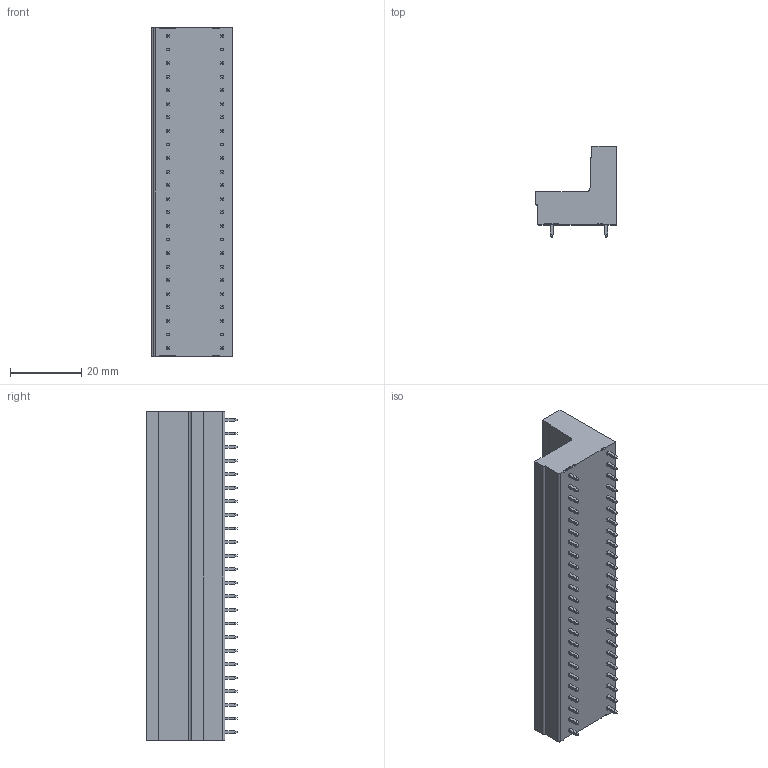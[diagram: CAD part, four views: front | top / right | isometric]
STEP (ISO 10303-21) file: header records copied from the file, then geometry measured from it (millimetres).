
FILE_DESCRIPTION((''),'2;1');
FILE_NAME('TLPHDC-105V-1','2024-09-19T16:16:40',('sheji109'),(''),'CREO PARAMETRIC BY PTC INC, 2018100','CREO PARAMETRIC BY PTC INC, 2018100','');
FILE_SCHEMA(('CONFIG_CONTROL_DESIGN'));
Products named in the file (1): TLPHDC-105V-1
Bounding box: 22.7 x 25.4 x 92.23 mm (x, y, z)
Volume: 21467.6 mm3; surface area: 21790.5 mm2
Topology: 1 solids, 24 shells, 3206 faces, 8265 edges, 5276 vertices
Faces by surface type: plane 2915, cylinder 219, cone 48, sphere 24
Entity records: 95559 total; most frequent: CARTESIAN_POINT 17543, ORIENTED_EDGE 16482, DIRECTION 15120, EDGE_CURVE 8241, VECTOR 7396, LINE 7396, VERTEX_POINT 5276, AXIS2_PLACEMENT_3D 3862
